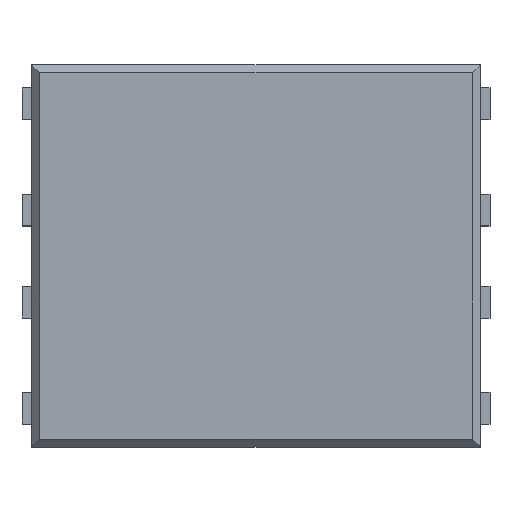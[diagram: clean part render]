
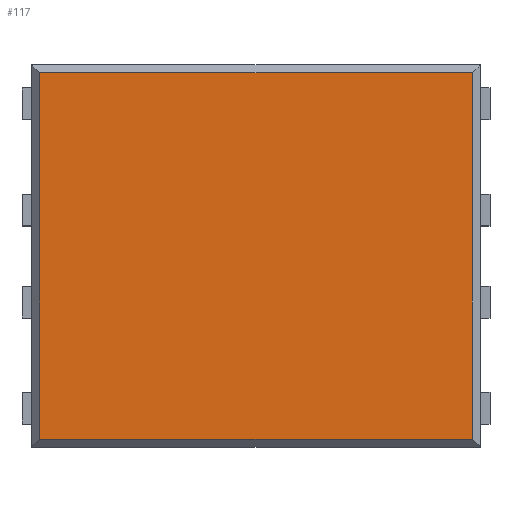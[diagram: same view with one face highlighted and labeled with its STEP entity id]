
A CAD part, top view. The second image highlights one B-rep face of the part: STEP entity #117.
In plain terms, the highlighted planar face has unit normal (0, 0, 1).
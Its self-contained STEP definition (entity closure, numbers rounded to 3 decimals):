
#117=ADVANCED_FACE('',(#175),#831,.T.);
#175=FACE_OUTER_BOUND('',#233,.T.);
#233=EDGE_LOOP('',(#306,#307,#308,#309));
#306=ORIENTED_EDGE('',*,*,#530,.T.);
#307=ORIENTED_EDGE('',*,*,#531,.T.);
#308=ORIENTED_EDGE('',*,*,#533,.T.);
#309=ORIENTED_EDGE('',*,*,#532,.T.);
#530=EDGE_CURVE('',#758,#759,#646,.T.);
#531=EDGE_CURVE('',#759,#760,#647,.T.);
#532=EDGE_CURVE('',#761,#758,#648,.T.);
#533=EDGE_CURVE('',#760,#761,#649,.T.);
#646=B_SPLINE_CURVE_WITH_KNOTS('',1,(#1072,#1073),.UNSPECIFIED.,.F.,.F.,
(2,2),(0.1,5.65),.UNSPECIFIED.);
#647=B_SPLINE_CURVE_WITH_KNOTS('',1,(#1074,#1075),.UNSPECIFIED.,.F.,.F.,
(2,2),(0.1,4.8),.UNSPECIFIED.);
#648=B_SPLINE_CURVE_WITH_KNOTS('',1,(#1076,#1077),.UNSPECIFIED.,.F.,.F.,
(2,2),(0.1,4.8),.UNSPECIFIED.);
#649=B_SPLINE_CURVE_WITH_KNOTS('',1,(#1078,#1079),.UNSPECIFIED.,.F.,.F.,
(2,2),(0.1,5.65),.UNSPECIFIED.);
#758=VERTEX_POINT('',#1044);
#759=VERTEX_POINT('',#1045);
#760=VERTEX_POINT('',#1046);
#761=VERTEX_POINT('',#1047);
#831=PLANE('',#909);
#909=AXIS2_PLACEMENT_3D('',#1031,#970,$);
#970=DIRECTION('',(0.,0.,1.));
#1031=CARTESIAN_POINT('',(-2.875,-2.45,1.));
#1044=CARTESIAN_POINT('',(2.775,2.35,1.));
#1045=CARTESIAN_POINT('',(-2.775,2.35,1.));
#1046=CARTESIAN_POINT('',(-2.775,-2.35,1.));
#1047=CARTESIAN_POINT('',(2.775,-2.35,1.));
#1072=CARTESIAN_POINT('',(2.775,2.35,1.));
#1073=CARTESIAN_POINT('',(-2.775,2.35,1.));
#1074=CARTESIAN_POINT('',(-2.775,2.35,1.));
#1075=CARTESIAN_POINT('',(-2.775,-2.35,1.));
#1076=CARTESIAN_POINT('',(2.775,-2.35,1.));
#1077=CARTESIAN_POINT('',(2.775,2.35,1.));
#1078=CARTESIAN_POINT('',(-2.775,-2.35,1.));
#1079=CARTESIAN_POINT('',(2.775,-2.35,1.));
